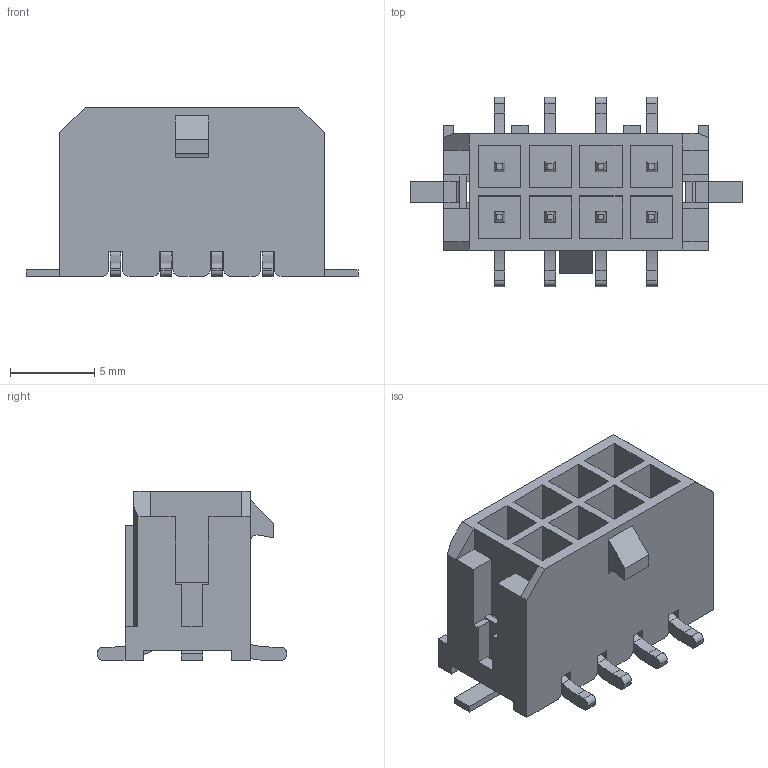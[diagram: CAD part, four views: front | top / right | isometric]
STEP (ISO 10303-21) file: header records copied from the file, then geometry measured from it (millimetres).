
FILE_DESCRIPTION (( 'STEP AP214' ), '1' );
FILE_NAME ('CONN-SMD_2x4P-L15.7-W7.4-H9.9-P3.0.step', '2021-08-14T06:58:14', ( '' ), ( '' ), 'SwSTEP 2.0', 'SolidWorks 2020', '' );
FILE_SCHEMA (( 'AUTOMOTIVE_DESIGN' ));
Length unit declared in the file: millimetre
Products named in the file (1): CONN-SMD_2x4P-L15.7-W7.4-H9.9-P3.0
Bounding box: 19.65 x 11.2 x 10.01 mm (x, y, z)
Volume: 569.3 mm3; surface area: 1618.5 mm2
Topology: 3 solids, 3 shells, 455 faces, 1199 edges, 780 vertices
Faces by surface type: plane 364, cylinder 77, bspline 14
Entity records: 18965 total; most frequent: CARTESIAN_POINT 3233, ORIENTED_EDGE 2398, DIRECTION 2209, EDGE_CURVE 1199, LINE 1017, VECTOR 1017, VERTEX_POINT 780, AXIS2_PLACEMENT_3D 596
